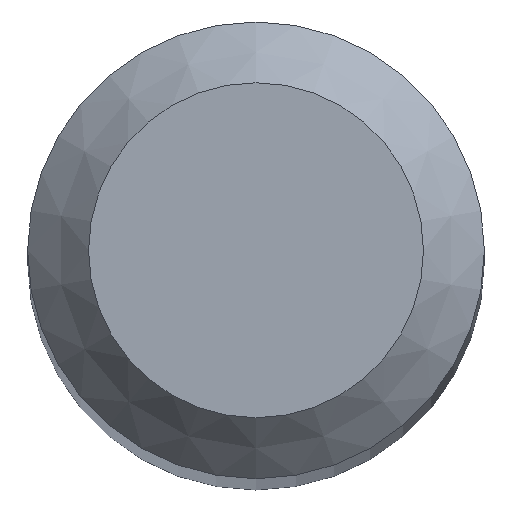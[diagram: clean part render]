
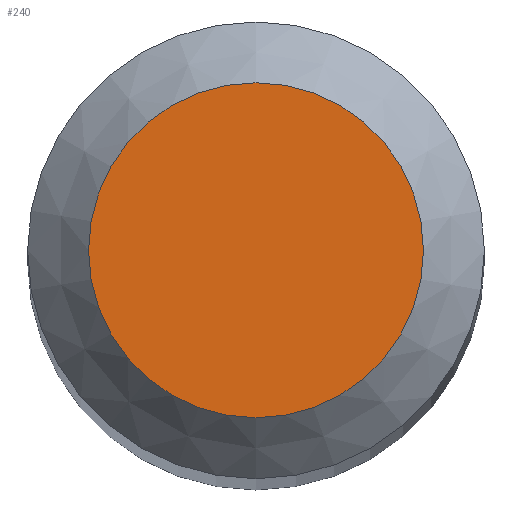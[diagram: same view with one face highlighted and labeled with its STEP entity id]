
A CAD part, top view. The second image highlights one B-rep face of the part: STEP entity #240.
In plain terms, the highlighted planar face has unit normal (0, 0, 1).
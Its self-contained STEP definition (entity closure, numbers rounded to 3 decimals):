
#10 = CARTESIAN_POINT ( 'NONE',  ( 0., 0., 62. ) ) ;
#15 = PLANE ( 'NONE',  #20 ) ;
#18 = ORIENTED_EDGE ( 'NONE', *, *, #48, .F. ) ;
#20 = AXIS2_PLACEMENT_3D ( 'NONE', #10, #160, #104 ) ;
#48 = EDGE_CURVE ( 'NONE', #213, #213, #59, .T. ) ;
#59 = CIRCLE ( 'NONE', #205, 1.1 ) ;
#63 = CARTESIAN_POINT ( 'NONE',  ( 0., 0., 62. ) ) ;
#65 = DIRECTION ( 'NONE',  ( 0., 0., -1. ) ) ;
#91 = EDGE_LOOP ( 'NONE', ( #18 ) ) ;
#92 = DIRECTION ( 'NONE',  ( 0., 1., 0. ) ) ;
#104 = DIRECTION ( 'NONE',  ( 0., 1., 0. ) ) ;
#141 = FACE_OUTER_BOUND ( 'NONE', #91, .T. ) ;
#160 = DIRECTION ( 'NONE',  ( 0., 0., -1. ) ) ;
#205 = AXIS2_PLACEMENT_3D ( 'NONE', #63, #65, #92 ) ;
#213 = VERTEX_POINT ( 'NONE', #250 ) ;
#240 = ADVANCED_FACE ( 'NONE', ( #141 ), #15, .F. ) ;
#250 = CARTESIAN_POINT ( 'NONE',  ( 0., 1.1, 62. ) ) ;
